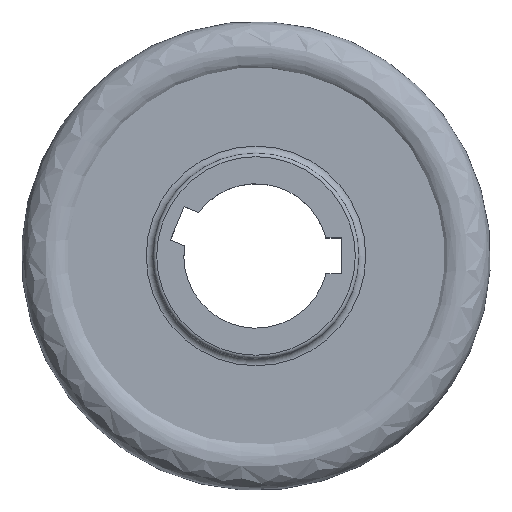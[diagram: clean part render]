
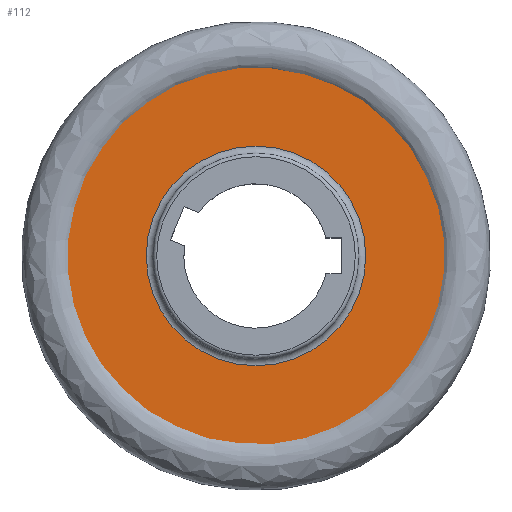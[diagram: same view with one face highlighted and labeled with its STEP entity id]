
A CAD part, top view. The second image highlights one B-rep face of the part: STEP entity #112.
In plain terms, the highlighted planar face has unit normal (0, 0, 1).
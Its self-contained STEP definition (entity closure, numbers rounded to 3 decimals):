
#112=ADVANCED_FACE('',(#145,#146),#134,.F.);
#134=PLANE('',#379);
#145=FACE_BOUND('',#170,.T.);
#146=FACE_BOUND('',#171,.T.);
#170=EDGE_LOOP('',(#202));
#171=EDGE_LOOP('',(#203));
#202=ORIENTED_EDGE('',*,*,#301,.T.);
#203=ORIENTED_EDGE('',*,*,#302,.T.);
#272=VERTEX_POINT('',#522);
#273=VERTEX_POINT('',#524);
#301=EDGE_CURVE('',#272,#272,#336,.T.);
#302=EDGE_CURVE('',#273,#273,#337,.T.);
#336=CIRCLE('',#377,56.9);
#337=CIRCLE('',#378,30.405);
#377=AXIS2_PLACEMENT_3D('',#521,#422,#423);
#378=AXIS2_PLACEMENT_3D('',#523,#424,#425);
#379=AXIS2_PLACEMENT_3D('',#525,#426,#427);
#422=DIRECTION('',(0.,0.,1.));
#423=DIRECTION('',(-1.,0.,0.));
#424=DIRECTION('',(0.,0.,-1.));
#425=DIRECTION('',(-1.,0.,0.));
#426=DIRECTION('',(0.,0.,-1.));
#427=DIRECTION('',(-1.,0.,0.));
#521=CARTESIAN_POINT('',(0.,0.,-2.25));
#522=CARTESIAN_POINT('',(-56.9,0.,-2.25));
#523=CARTESIAN_POINT('',(0.,0.,-2.25));
#524=CARTESIAN_POINT('',(-30.405,0.,-2.25));
#525=CARTESIAN_POINT('',(60.9,0.,-2.25));
